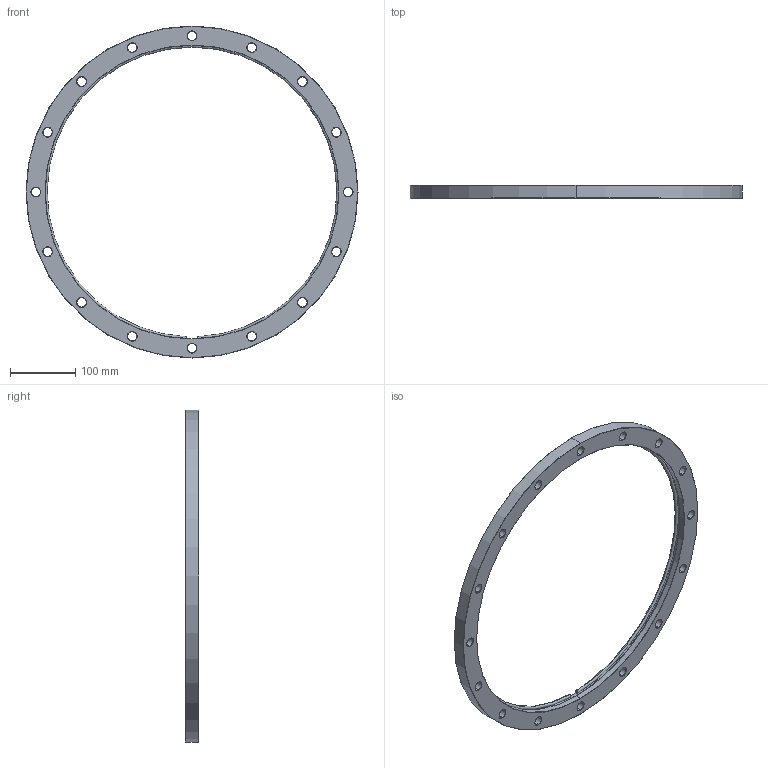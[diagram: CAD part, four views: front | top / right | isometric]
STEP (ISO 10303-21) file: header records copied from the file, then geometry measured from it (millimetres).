
FILE_DESCRIPTION (( 'STEP AP214' ), '1' );
FILE_NAME ('Hositrad_ISO400R.STEP', '2017-06-01T14:42:05', ( 'Gebruiker' ), ( '' ), 'SwSTEP 2.0', 'SolidWorks 2017', '' );
FILE_SCHEMA (( 'AUTOMOTIVE_DESIGN' ));
Length unit declared in the file: millimetre
Products named in the file (3): RetainingRing-All_ISO400; Hositrad_ISO400R; ISO-K-Rotat-All_ISO400
Assembly tree (2 placements, depth 2):
  Hositrad_ISO400R
    ISO-K-Rotat-All_ISO400
    RetainingRing-All_ISO400
Bounding box: 510 x 20 x 510 mm (x, y, z)
Volume: 815838.9 mm3; surface area: 176737.9 mm2
Topology: 2 solids, 2 shells, 118 faces, 266 edges, 152 vertices
Faces by surface type: cone 72, cylinder 38, torus 4, plane 4
Entity records: 3478 total; most frequent: DIRECTION 668, CARTESIAN_POINT 541, ORIENTED_EDGE 532, AXIS2_PLACEMENT_3D 279, EDGE_CURVE 266, CIRCLE 156, EDGE_LOOP 152, VERTEX_POINT 152
